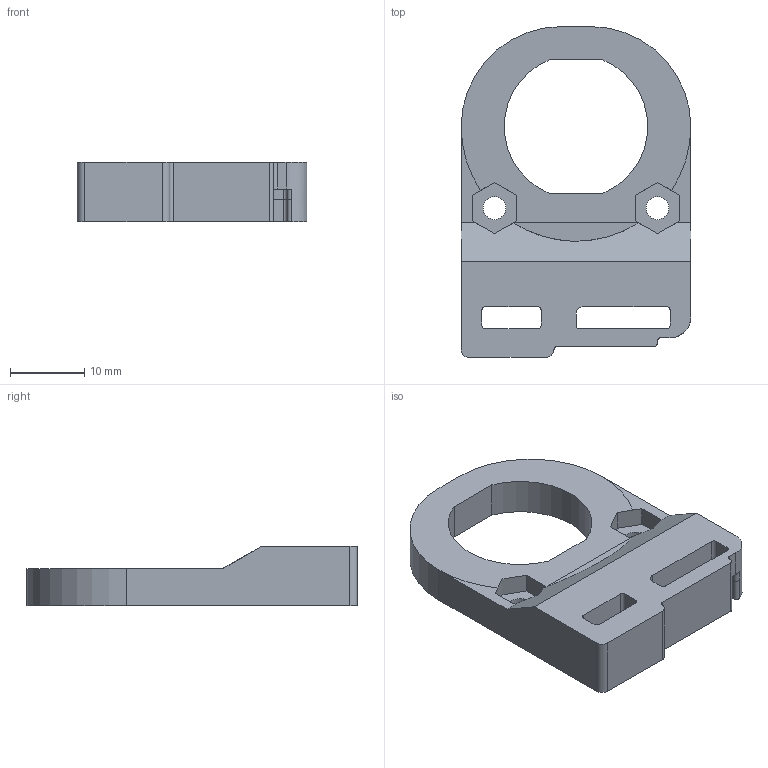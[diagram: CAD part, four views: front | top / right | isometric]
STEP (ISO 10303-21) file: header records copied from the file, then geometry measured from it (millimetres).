
FILE_DESCRIPTION(('FreeCAD Model'),'2;1');
FILE_NAME('MJ_3d_holder_left_v3.step','2020-07-09T11:46:28',('Author'),(''), 'Open CASCADE STEP processor 7.3','FreeCAD','Unknown');
FILE_SCHEMA(('AUTOMOTIVE_DESIGN { 1 0 10303 214 1 1 1 1 }'));
Length unit declared in the file: millimetre
Products named in the file (1): 3d_holder_left_v3
Bounding box: 31 x 44.65 x 8 mm (x, y, z)
Volume: 4483.9 mm3; surface area: 3764 mm2
Topology: 1 solids, 1 shells, 110 faces, 313 edges, 205 vertices
Faces by surface type: plane 66, cylinder 41, torus 2, bspline 1
Full cylindrical faces by diameter (mm): 3.1 x2, 3.6 x1
Entity records: 3671 total; most frequent: CARTESIAN_POINT 693, ORIENTED_EDGE 626, DIRECTION 618, EDGE_CURVE 313, LINE 220, VECTOR 220, VERTEX_POINT 205, AXIS2_PLACEMENT_3D 199
